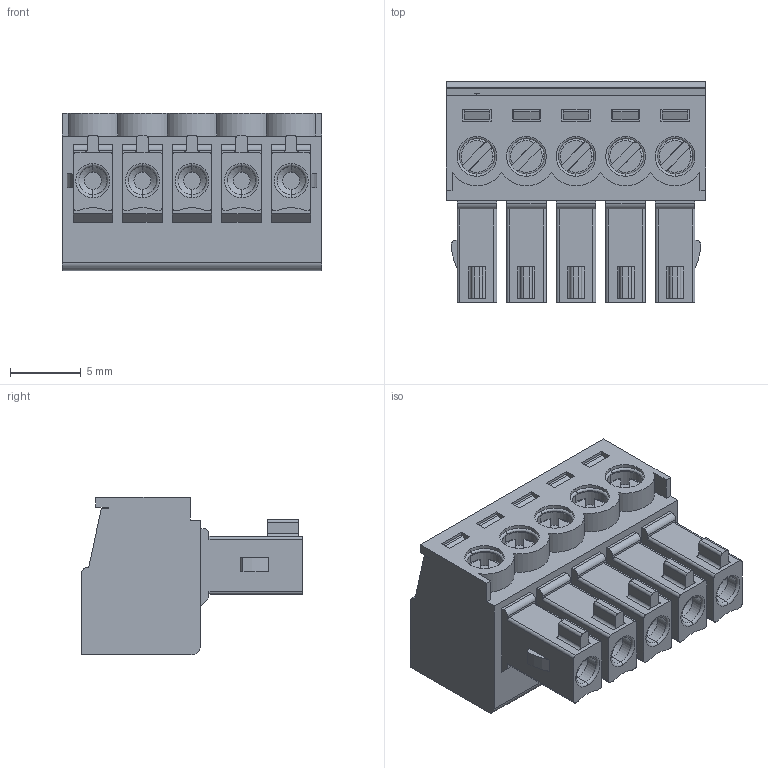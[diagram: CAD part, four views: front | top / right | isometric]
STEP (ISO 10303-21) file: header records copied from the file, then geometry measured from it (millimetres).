
FILE_DESCRIPTION (( 'STEP AP214' ), '1' );
FILE_NAME ('15EDGK-3.5-05P-14-00AH.STEP', '2021-01-29T18:37:41', ( '' ), ( '' ), 'SwSTEP 2.0', 'SolidWorks 2020', '' );
FILE_SCHEMA (( 'AUTOMOTIVE_DESIGN' ));
Length unit declared in the file: millimetre
Products named in the file (1): 15EDGK-3.5-05P-14-00AH
Bounding box: 18.3 x 15.6 x 11.1 mm (x, y, z)
Volume: 1664.6 mm3; surface area: 2193.7 mm2
Topology: 1 solids, 1 shells, 782 faces, 2039 edges, 1341 vertices
Faces by surface type: plane 471, bspline 125, cylinder 121, torus 45, cone 20
Entity records: 34399 total; most frequent: CARTESIAN_POINT 11608, ORIENTED_EDGE 4078, DIRECTION 3397, EDGE_CURVE 2039, LINE 1377, VECTOR 1377, VERTEX_POINT 1341, AXIS2_PLACEMENT_3D 1010
